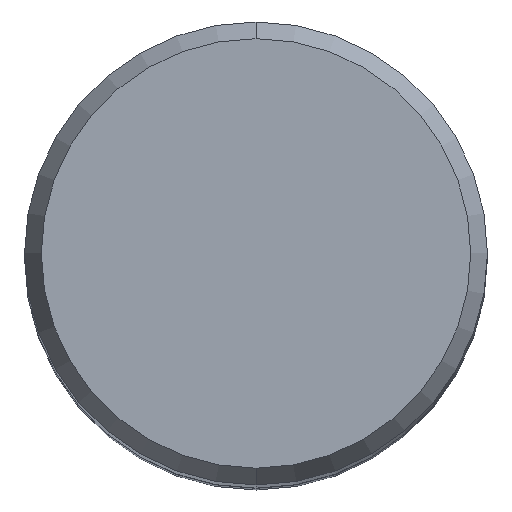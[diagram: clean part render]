
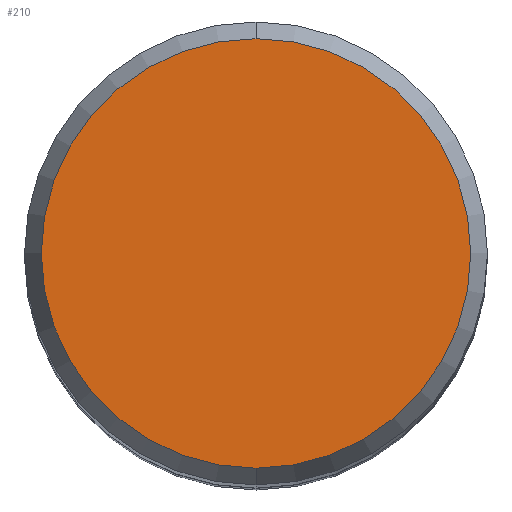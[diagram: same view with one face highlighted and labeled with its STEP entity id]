
A CAD part, top view. The second image highlights one B-rep face of the part: STEP entity #210.
In plain terms, the highlighted planar face has unit normal (0, 0, 1).
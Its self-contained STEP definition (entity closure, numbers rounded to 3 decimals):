
#210=ADVANCED_FACE('',(#542),#543,.T.);
#234=VERTEX_POINT('',#571);
#286=EDGE_CURVE('',#234,#346,#627,.T.);
#346=VERTEX_POINT('',#692);
#442=EDGE_CURVE('',#346,#234,#801,.T.);
#542=FACE_OUTER_BOUND('',#930,.T.);
#543=PLANE('',#931);
#571=CARTESIAN_POINT('',(0.,-5.892,0.0));
#627=CIRCLE('',#1144,5.892);
#692=CARTESIAN_POINT('',(0.0,5.892,0.0));
#801=CIRCLE('',#1428,5.892);
#930=EDGE_LOOP('',(#1627,#1628));
#931=AXIS2_PLACEMENT_3D('',#1629,#1630,#1631);
#1144=AXIS2_PLACEMENT_3D('',#1726,#1727,#1728);
#1428=AXIS2_PLACEMENT_3D('',#1924,#1925,#1926);
#1627=ORIENTED_EDGE('',*,*,#442,.F.);
#1628=ORIENTED_EDGE('',*,*,#286,.F.);
#1629=CARTESIAN_POINT('',(0.0,2.946,0.0));
#1630=DIRECTION('',(-0.0,0.0,1.0));
#1631=DIRECTION('',(0.0,-1.0,0.0));
#1726=CARTESIAN_POINT('',(0.0,0.0,0.0));
#1727=DIRECTION('',(0.0,0.0,-1.0));
#1728=DIRECTION('',(0.0,1.0,0.0));
#1924=CARTESIAN_POINT('',(0.0,0.0,0.0));
#1925=DIRECTION('',(0.0,0.0,-1.0));
#1926=DIRECTION('',(0.0,1.0,0.0));
